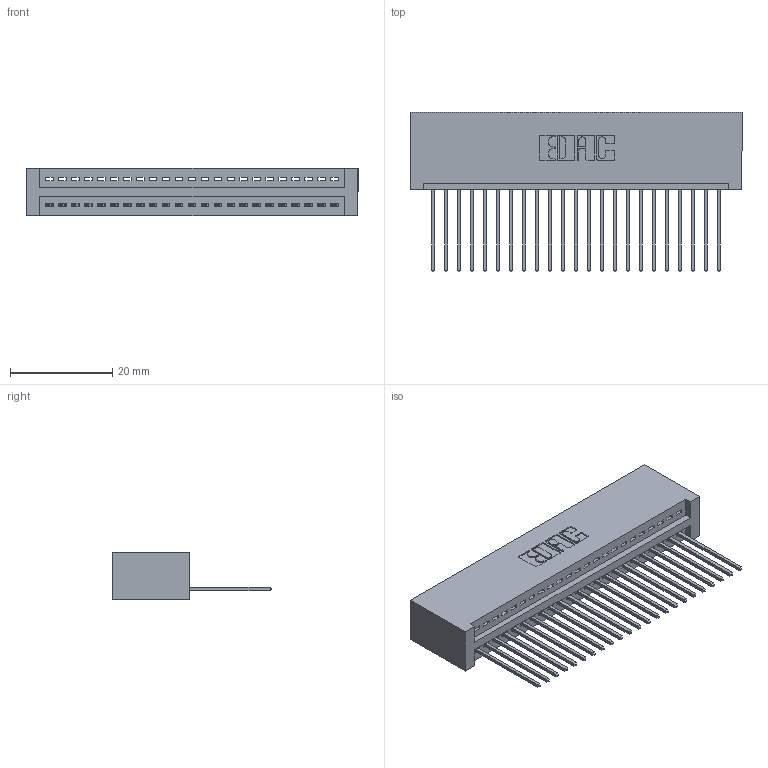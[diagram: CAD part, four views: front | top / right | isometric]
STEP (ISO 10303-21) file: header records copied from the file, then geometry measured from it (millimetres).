
FILE_DESCRIPTION (( 'STEP AP203' ), '1' );
FILE_NAME ('395-023-542-101.STEP', '2019-10-18T04:54:33', ( '' ), ( '' ), 'SwSTEP 2.0', 'SolidWorks 2016', '' );
FILE_SCHEMA (( 'CONFIG_CONTROL_DESIGN' ));
Length unit declared in the file: inch
Products named in the file (3): 345 Part_No Mounting Lugs; 345-292-001_345-293-142; 395-023-542-101
Assembly tree (24 placements, depth 2):
  395-023-542-101
    345 Part_No Mounting Lugs
    345-292-001_345-293-142  x23
Bounding box: 65.02 x 31.29 x 9.4 mm (x, y, z)
Volume: 6655.9 mm3; surface area: 9100.7 mm2
Topology: 24 solids, 24 shells, 1452 faces, 4365 edges, 2878 vertices
Faces by surface type: plane 996, cylinder 456
Entity records: 19609 total; most frequent: CARTESIAN_POINT 3405, ORIENTED_EDGE 3362, DIRECTION 2995, EDGE_CURVE 1681, LINE 1465, VECTOR 1465, VERTEX_POINT 1118, AXIS2_PLACEMENT_3D 765
